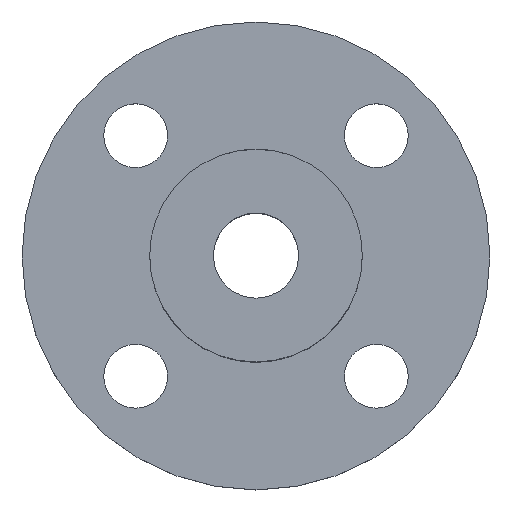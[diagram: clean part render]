
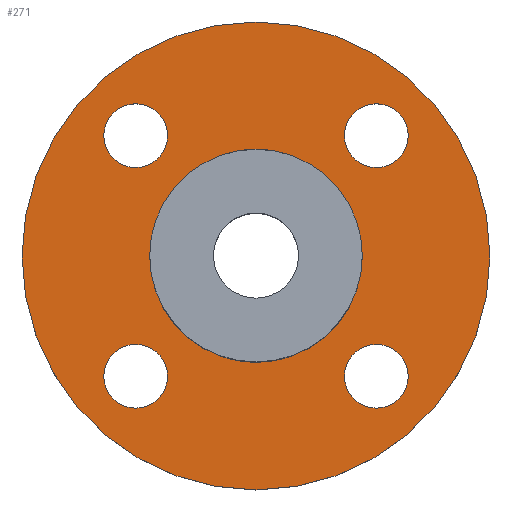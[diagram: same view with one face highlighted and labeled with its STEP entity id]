
A CAD part, top view. The second image highlights one B-rep face of the part: STEP entity #271.
In plain terms, the highlighted planar face has unit normal (0, 0, 1).
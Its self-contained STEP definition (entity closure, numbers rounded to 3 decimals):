
#2 = CARTESIAN_POINT ( 'NONE',  ( -4.157, 5.657, 2. ) ) ;
#4 = ORIENTED_EDGE ( 'NONE', *, *, #336, .F. ) ;
#9 = EDGE_CURVE ( 'NONE', #670, #881, #599, .T. ) ;
#26 = ORIENTED_EDGE ( 'NONE', *, *, #472, .F. ) ;
#29 = AXIS2_PLACEMENT_3D ( 'NONE', #285, #821, #417 ) ;
#30 = CARTESIAN_POINT ( 'NONE',  ( -7.157, -5.657, 2. ) ) ;
#32 = CARTESIAN_POINT ( 'NONE',  ( 4.157, -5.657, 2. ) ) ;
#34 = CARTESIAN_POINT ( 'NONE',  ( 7.157, 5.657, 2. ) ) ;
#44 = AXIS2_PLACEMENT_3D ( 'NONE', #231, #654, #182 ) ;
#47 = CARTESIAN_POINT ( 'NONE',  ( 0., 0., 2. ) ) ;
#62 = DIRECTION ( 'NONE',  ( 1., 0., 0. ) ) ;
#65 = DIRECTION ( 'NONE',  ( 1., 0., 0. ) ) ;
#90 = AXIS2_PLACEMENT_3D ( 'NONE', #664, #495, #62 ) ;
#112 = EDGE_CURVE ( 'NONE', #621, #703, #532, .T. ) ;
#118 = AXIS2_PLACEMENT_3D ( 'NONE', #237, #740, #288 ) ;
#122 = CARTESIAN_POINT ( 'NONE',  ( 0., 0., 2. ) ) ;
#127 = CARTESIAN_POINT ( 'NONE',  ( 5.657, -5.657, 2. ) ) ;
#132 = EDGE_CURVE ( 'NONE', #627, #850, #540, .T. ) ;
#138 = AXIS2_PLACEMENT_3D ( 'NONE', #47, #396, #882 ) ;
#156 = AXIS2_PLACEMENT_3D ( 'NONE', #770, #254, #688 ) ;
#174 = AXIS2_PLACEMENT_3D ( 'NONE', #863, #693, #259 ) ;
#182 = DIRECTION ( 'NONE',  ( 1., 0., 0. ) ) ;
#185 = EDGE_CURVE ( 'NONE', #786, #659, #527, .T. ) ;
#186 = DIRECTION ( 'NONE',  ( 0., 0., 1. ) ) ;
#202 = CARTESIAN_POINT ( 'NONE',  ( -5.657, -5.657, 2. ) ) ;
#204 = DIRECTION ( 'NONE',  ( 0., 0., 1. ) ) ;
#208 = DIRECTION ( 'NONE',  ( 1., 0., 0. ) ) ;
#221 = ORIENTED_EDGE ( 'NONE', *, *, #365, .F. ) ;
#225 = CARTESIAN_POINT ( 'NONE',  ( 11., 0., 2. ) ) ;
#231 = CARTESIAN_POINT ( 'NONE',  ( 0., 0., 2. ) ) ;
#235 = CARTESIAN_POINT ( 'NONE',  ( 4.157, 5.657, 2. ) ) ;
#237 = CARTESIAN_POINT ( 'NONE',  ( 5.657, 5.657, 2. ) ) ;
#245 = AXIS2_PLACEMENT_3D ( 'NONE', #707, #263, #629 ) ;
#252 = EDGE_CURVE ( 'NONE', #850, #627, #462, .T. ) ;
#253 = EDGE_CURVE ( 'NONE', #687, #673, #481, .T. ) ;
#254 = DIRECTION ( 'NONE',  ( 0., 0., 1. ) ) ;
#259 = DIRECTION ( 'NONE',  ( 1., 0., 0. ) ) ;
#263 = DIRECTION ( 'NONE',  ( 0., 0., 1. ) ) ;
#271 = ADVANCED_FACE ( 'NONE', ( #466, #456, #458, #454, #453, #445 ), #739, .T. ) ;
#282 = EDGE_CURVE ( 'NONE', #703, #621, #441, .T. ) ;
#285 = CARTESIAN_POINT ( 'NONE',  ( 5.657, -5.657, 2. ) ) ;
#286 = DIRECTION ( 'NONE',  ( 1., 0., 0. ) ) ;
#288 = DIRECTION ( 'NONE',  ( 1., 0., 0. ) ) ;
#336 = EDGE_CURVE ( 'NONE', #673, #687, #415, .T. ) ;
#338 = CARTESIAN_POINT ( 'NONE',  ( -11., 0., 2. ) ) ;
#339 = CIRCLE ( 'NONE', #118, 1.5 ) ;
#348 = CARTESIAN_POINT ( 'NONE',  ( 0., 0., 2. ) ) ;
#359 = CIRCLE ( 'NONE', #678, 1.5 ) ;
#365 = EDGE_CURVE ( 'NONE', #612, #799, #420, .T. ) ;
#396 = DIRECTION ( 'NONE',  ( 0., 0., 1. ) ) ;
#401 = CIRCLE ( 'NONE', #245, 1.5 ) ;
#415 = CIRCLE ( 'NONE', #138, 5. ) ;
#417 = DIRECTION ( 'NONE',  ( 1., 0., 0. ) ) ;
#420 = CIRCLE ( 'NONE', #174, 1.5 ) ;
#441 = CIRCLE ( 'NONE', #44, 11. ) ;
#445 = FACE_OUTER_BOUND ( 'NONE', #822, .T. ) ;
#448 = ORIENTED_EDGE ( 'NONE', *, *, #282, .T. ) ;
#452 = DIRECTION ( 'NONE',  ( 1., 0., 0. ) ) ;
#453 = FACE_BOUND ( 'NONE', #750, .T. ) ;
#454 = FACE_BOUND ( 'NONE', #712, .T. ) ;
#456 = FACE_BOUND ( 'NONE', #610, .T. ) ;
#458 = FACE_BOUND ( 'NONE', #858, .T. ) ;
#461 = CARTESIAN_POINT ( 'NONE',  ( -5.657, -5.657, 2. ) ) ;
#462 = CIRCLE ( 'NONE', #474, 1.5 ) ;
#466 = FACE_BOUND ( 'NONE', #878, .T. ) ;
#469 = AXIS2_PLACEMENT_3D ( 'NONE', #202, #204, #208 ) ;
#472 = EDGE_CURVE ( 'NONE', #659, #786, #401, .T. ) ;
#474 = AXIS2_PLACEMENT_3D ( 'NONE', #127, #499, #65 ) ;
#481 = CIRCLE ( 'NONE', #804, 5. ) ;
#483 = ORIENTED_EDGE ( 'NONE', *, *, #765, .F. ) ;
#495 = DIRECTION ( 'NONE',  ( 0., 0., 1. ) ) ;
#499 = DIRECTION ( 'NONE',  ( 0., 0., 1. ) ) ;
#527 = CIRCLE ( 'NONE', #156, 1.5 ) ;
#532 = CIRCLE ( 'NONE', #713, 11. ) ;
#539 = EDGE_CURVE ( 'NONE', #881, #670, #359, .T. ) ;
#540 = CIRCLE ( 'NONE', #29, 1.5 ) ;
#565 = CARTESIAN_POINT ( 'NONE',  ( -7.157, 5.657, 2. ) ) ;
#599 = CIRCLE ( 'NONE', #469, 1.5 ) ;
#610 = EDGE_LOOP ( 'NONE', ( #622, #613 ) ) ;
#612 = VERTEX_POINT ( 'NONE', #34 ) ;
#613 = ORIENTED_EDGE ( 'NONE', *, *, #252, .F. ) ;
#619 = DIRECTION ( 'NONE',  ( 0., 0., 1. ) ) ;
#621 = VERTEX_POINT ( 'NONE', #225 ) ;
#622 = ORIENTED_EDGE ( 'NONE', *, *, #132, .F. ) ;
#627 = VERTEX_POINT ( 'NONE', #647 ) ;
#629 = DIRECTION ( 'NONE',  ( 1., 0., 0. ) ) ;
#640 = ORIENTED_EDGE ( 'NONE', *, *, #112, .T. ) ;
#647 = CARTESIAN_POINT ( 'NONE',  ( 7.157, -5.657, 2. ) ) ;
#651 = CARTESIAN_POINT ( 'NONE',  ( -4.157, -5.657, 2. ) ) ;
#654 = DIRECTION ( 'NONE',  ( 0., 0., 1. ) ) ;
#657 = DIRECTION ( 'NONE',  ( 1., 0., 0. ) ) ;
#659 = VERTEX_POINT ( 'NONE', #565 ) ;
#664 = CARTESIAN_POINT ( 'NONE',  ( 0., 0., 2. ) ) ;
#670 = VERTEX_POINT ( 'NONE', #651 ) ;
#673 = VERTEX_POINT ( 'NONE', #726 ) ;
#678 = AXIS2_PLACEMENT_3D ( 'NONE', #461, #619, #452 ) ;
#687 = VERTEX_POINT ( 'NONE', #813 ) ;
#688 = DIRECTION ( 'NONE',  ( 1., 0., 0. ) ) ;
#693 = DIRECTION ( 'NONE',  ( 0., 0., 1. ) ) ;
#703 = VERTEX_POINT ( 'NONE', #338 ) ;
#707 = CARTESIAN_POINT ( 'NONE',  ( -5.657, 5.657, 2. ) ) ;
#709 = ORIENTED_EDGE ( 'NONE', *, *, #185, .F. ) ;
#712 = EDGE_LOOP ( 'NONE', ( #709, #26 ) ) ;
#713 = AXIS2_PLACEMENT_3D ( 'NONE', #122, #186, #657 ) ;
#726 = CARTESIAN_POINT ( 'NONE',  ( -5., 0., 2. ) ) ;
#739 = PLANE ( 'NONE',  #90 ) ;
#740 = DIRECTION ( 'NONE',  ( 0., 0., 1. ) ) ;
#750 = EDGE_LOOP ( 'NONE', ( #4, #862 ) ) ;
#765 = EDGE_CURVE ( 'NONE', #799, #612, #339, .T. ) ;
#770 = CARTESIAN_POINT ( 'NONE',  ( -5.657, 5.657, 2. ) ) ;
#777 = ORIENTED_EDGE ( 'NONE', *, *, #9, .F. ) ;
#786 = VERTEX_POINT ( 'NONE', #2 ) ;
#799 = VERTEX_POINT ( 'NONE', #235 ) ;
#804 = AXIS2_PLACEMENT_3D ( 'NONE', #348, #824, #286 ) ;
#813 = CARTESIAN_POINT ( 'NONE',  ( 5., 0., 2. ) ) ;
#814 = ORIENTED_EDGE ( 'NONE', *, *, #539, .F. ) ;
#821 = DIRECTION ( 'NONE',  ( 0., 0., 1. ) ) ;
#822 = EDGE_LOOP ( 'NONE', ( #448, #640 ) ) ;
#824 = DIRECTION ( 'NONE',  ( 0., 0., 1. ) ) ;
#850 = VERTEX_POINT ( 'NONE', #32 ) ;
#858 = EDGE_LOOP ( 'NONE', ( #777, #814 ) ) ;
#862 = ORIENTED_EDGE ( 'NONE', *, *, #253, .F. ) ;
#863 = CARTESIAN_POINT ( 'NONE',  ( 5.657, 5.657, 2. ) ) ;
#878 = EDGE_LOOP ( 'NONE', ( #221, #483 ) ) ;
#881 = VERTEX_POINT ( 'NONE', #30 ) ;
#882 = DIRECTION ( 'NONE',  ( 1., 0., 0. ) ) ;
